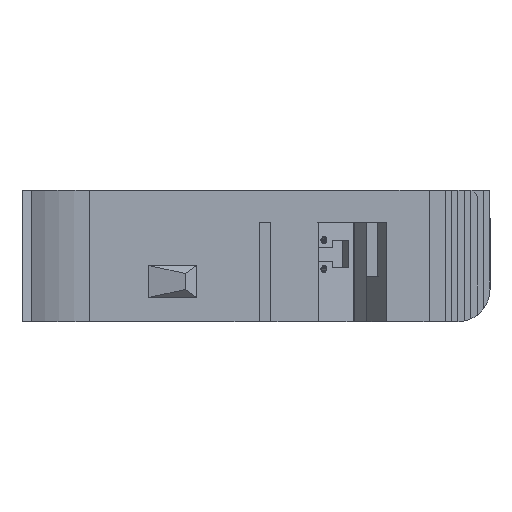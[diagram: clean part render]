
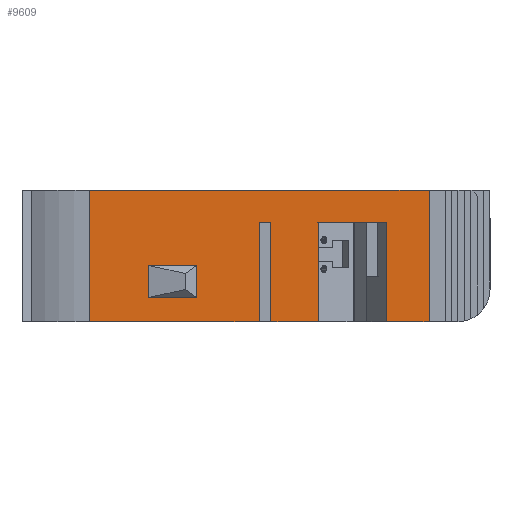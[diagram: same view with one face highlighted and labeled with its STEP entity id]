
A CAD part, left-side view. The second image highlights one B-rep face of the part: STEP entity #9609.
In plain terms, the highlighted planar face has unit normal (-1, 0, 0).
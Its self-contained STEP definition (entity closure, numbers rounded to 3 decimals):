
#40=FACE_BOUND('',#2144,.T.);
#1574=FACE_OUTER_BOUND('',#2143,.T.);
#2143=EDGE_LOOP('',(#8220,#8221,#8222,#8223,#8224,#8225,#8226,#8227,#8228,
#8229,#8230,#8231,#8232,#8233,#8234,#8235));
#2144=EDGE_LOOP('',(#8236,#8237,#8238,#8239));
#2804=LINE('',#20655,#3496);
#2821=LINE('',#20689,#3513);
#2823=LINE('',#20692,#3515);
#2825=LINE('',#20698,#3517);
#2828=LINE('',#20704,#3520);
#2829=LINE('',#20705,#3521);
#2830=LINE('',#20707,#3522);
#2831=LINE('',#20709,#3523);
#2832=LINE('',#20711,#3524);
#2833=LINE('',#20712,#3525);
#2834=LINE('',#20714,#3526);
#2835=LINE('',#20715,#3527);
#2836=LINE('',#20717,#3528);
#2837=LINE('',#20719,#3529);
#2838=LINE('',#20721,#3530);
#2839=LINE('',#20722,#3531);
#2840=LINE('',#20725,#3532);
#2841=LINE('',#20727,#3533);
#2842=LINE('',#20729,#3534);
#2843=LINE('',#20730,#3535);
#3496=VECTOR('',#12661,10.);
#3513=VECTOR('',#12686,10.);
#3515=VECTOR('',#12690,10.);
#3517=VECTOR('',#12696,10.);
#3520=VECTOR('',#12701,10.);
#3521=VECTOR('',#12702,1.);
#3522=VECTOR('',#12703,10.);
#3523=VECTOR('',#12704,1.);
#3524=VECTOR('',#12705,1.);
#3525=VECTOR('',#12706,10.);
#3526=VECTOR('',#12707,10.);
#3527=VECTOR('',#12708,10.);
#3528=VECTOR('',#12709,10.);
#3529=VECTOR('',#12710,10.);
#3530=VECTOR('',#12711,10.);
#3531=VECTOR('',#12712,10.);
#3532=VECTOR('',#12713,1.);
#3533=VECTOR('',#12714,1.);
#3534=VECTOR('',#12715,1.);
#3535=VECTOR('',#12716,1.);
#4396=VERTEX_POINT('',#20652);
#4397=VERTEX_POINT('',#20654);
#4400=VERTEX_POINT('',#20662);
#4407=VERTEX_POINT('',#20679);
#4410=VERTEX_POINT('',#20688);
#4411=VERTEX_POINT('',#20696);
#4412=VERTEX_POINT('',#20697);
#4413=VERTEX_POINT('',#20702);
#4414=VERTEX_POINT('',#20703);
#4415=VERTEX_POINT('',#20706);
#4416=VERTEX_POINT('',#20708);
#4417=VERTEX_POINT('',#20710);
#4418=VERTEX_POINT('',#20713);
#4419=VERTEX_POINT('',#20716);
#4420=VERTEX_POINT('',#20718);
#4421=VERTEX_POINT('',#20720);
#4422=VERTEX_POINT('',#20723);
#4423=VERTEX_POINT('',#20724);
#4424=VERTEX_POINT('',#20726);
#4425=VERTEX_POINT('',#20728);
#5734=EDGE_CURVE('',#4397,#4396,#2804,.T.);
#5751=EDGE_CURVE('',#4410,#4407,#2821,.T.);
#5753=EDGE_CURVE('',#4400,#4407,#2823,.T.);
#5755=EDGE_CURVE('',#4411,#4412,#2825,.T.);
#5758=EDGE_CURVE('',#4413,#4414,#2828,.T.);
#5759=EDGE_CURVE('',#4414,#4412,#2829,.T.);
#5760=EDGE_CURVE('',#4411,#4415,#2830,.T.);
#5761=EDGE_CURVE('',#4415,#4416,#2831,.T.);
#5762=EDGE_CURVE('',#4416,#4417,#2832,.T.);
#5763=EDGE_CURVE('',#4417,#4410,#2833,.T.);
#5764=EDGE_CURVE('',#4400,#4418,#2834,.T.);
#5765=EDGE_CURVE('',#4418,#4397,#2835,.T.);
#5766=EDGE_CURVE('',#4419,#4396,#2836,.T.);
#5767=EDGE_CURVE('',#4420,#4419,#2837,.T.);
#5768=EDGE_CURVE('',#4420,#4421,#2838,.T.);
#5769=EDGE_CURVE('',#4421,#4413,#2839,.T.);
#5770=EDGE_CURVE('',#4422,#4423,#2840,.T.);
#5771=EDGE_CURVE('',#4423,#4424,#2841,.T.);
#5772=EDGE_CURVE('',#4424,#4425,#2842,.T.);
#5773=EDGE_CURVE('',#4425,#4422,#2843,.T.);
#8220=ORIENTED_EDGE('',*,*,#5758,.T.);
#8221=ORIENTED_EDGE('',*,*,#5759,.T.);
#8222=ORIENTED_EDGE('',*,*,#5755,.F.);
#8223=ORIENTED_EDGE('',*,*,#5760,.T.);
#8224=ORIENTED_EDGE('',*,*,#5761,.T.);
#8225=ORIENTED_EDGE('',*,*,#5762,.T.);
#8226=ORIENTED_EDGE('',*,*,#5763,.T.);
#8227=ORIENTED_EDGE('',*,*,#5751,.T.);
#8228=ORIENTED_EDGE('',*,*,#5753,.F.);
#8229=ORIENTED_EDGE('',*,*,#5764,.T.);
#8230=ORIENTED_EDGE('',*,*,#5765,.T.);
#8231=ORIENTED_EDGE('',*,*,#5734,.T.);
#8232=ORIENTED_EDGE('',*,*,#5766,.F.);
#8233=ORIENTED_EDGE('',*,*,#5767,.F.);
#8234=ORIENTED_EDGE('',*,*,#5768,.T.);
#8235=ORIENTED_EDGE('',*,*,#5769,.T.);
#8236=ORIENTED_EDGE('',*,*,#5770,.T.);
#8237=ORIENTED_EDGE('',*,*,#5771,.T.);
#8238=ORIENTED_EDGE('',*,*,#5772,.T.);
#8239=ORIENTED_EDGE('',*,*,#5773,.T.);
#9117=PLANE('',#10472);
#9609=ADVANCED_FACE('',(#1574,#40),#9117,.T.);
#10472=AXIS2_PLACEMENT_3D('',#20701,#12699,#12700);
#12661=DIRECTION('',(0.,-1.,0.));
#12686=DIRECTION('',(0.,-1.,0.));
#12690=DIRECTION('',(0.,1.,0.));
#12696=DIRECTION('',(0.,0.,-1.));
#12699=DIRECTION('center_axis',(-1.,0.,0.));
#12700=DIRECTION('ref_axis',(0.,0.,
1.));
#12701=DIRECTION('',(0.,0.,-1.));
#12702=DIRECTION('',(0.,-1.,0.));
#12703=DIRECTION('',(0.,1.,0.));
#12704=DIRECTION('',(0.,0.,-1.));
#12705=DIRECTION('',(0.,-1.,0.));
#12706=DIRECTION('',(0.,0.,1.));
#12707=DIRECTION('',(0.,-1.,0.));
#12708=DIRECTION('',(0.,0.,-1.));
#12709=DIRECTION('',(0.,0.,1.));
#12710=DIRECTION('',(0.,1.,0.));
#12711=DIRECTION('',(0.,0.,1.));
#12712=DIRECTION('',(0.,-1.,0.));
#12713=DIRECTION('',(0.,0.,1.));
#12714=DIRECTION('',(0.,-1.,0.));
#12715=DIRECTION('',(0.,0.,-1.));
#12716=DIRECTION('',(0.,1.,0.));
#20652=CARTESIAN_POINT('',(-61.752,-5.194,27.885));
#20654=CARTESIAN_POINT('',(-61.752,-5.193,27.885));
#20655=CARTESIAN_POINT('',(-61.752,-41.462,27.885));
#20662=CARTESIAN_POINT('',(-61.752,-5.191,31.));
#20679=CARTESIAN_POINT('',(-61.752,-5.184,31.));
#20688=CARTESIAN_POINT('',(-61.752,-1.5,31.));
#20689=CARTESIAN_POINT('',(-61.752,-25.721,31.));
#20692=CARTESIAN_POINT('',(-61.752,-25.721,31.));
#20696=CARTESIAN_POINT('',(-61.752,-54.5,40.9));
#20697=CARTESIAN_POINT('',(-61.752,-54.5,0.));
#20698=CARTESIAN_POINT('',(-61.752,-54.5,0.));
#20701=CARTESIAN_POINT('Origin',(-61.752,-54.5,0.));
#20702=CARTESIAN_POINT('',(-61.752,-41.208,30.885));
#20703=CARTESIAN_POINT('',(-61.752,-41.208,0.));
#20704=CARTESIAN_POINT('',(-61.752,-41.208,13.942));
#20705=CARTESIAN_POINT('',(-61.752,-54.5,0.));
#20706=CARTESIAN_POINT('',(-61.752,51.5,40.9));
#20707=CARTESIAN_POINT('',(-61.752,-28.221,40.9));
#20708=CARTESIAN_POINT('',(-61.752,51.5,0.));
#20709=CARTESIAN_POINT('',(-61.752,51.5,0.));
#20710=CARTESIAN_POINT('',(-61.752,-1.5,0.));
#20711=CARTESIAN_POINT('',(-61.752,-54.5,0.));
#20712=CARTESIAN_POINT('',(-61.752,-1.5,0.));
#20713=CARTESIAN_POINT('',(-61.752,-5.193,31.));
#20714=CARTESIAN_POINT('',(-61.752,-25.721,31.));
#20715=CARTESIAN_POINT('',(-61.752,-5.193,0.));
#20716=CARTESIAN_POINT('',(-61.752,-5.194,0.));
#20717=CARTESIAN_POINT('',(-61.752,-5.194,27.885));
#20718=CARTESIAN_POINT('',(-61.752,-19.892,0.));
#20719=CARTESIAN_POINT('',(-61.752,-0.931,0.));
#20720=CARTESIAN_POINT('',(-61.752,-19.892,30.885));
#20721=CARTESIAN_POINT('',(-61.752,-19.892,13.942));
#20722=CARTESIAN_POINT('',(-61.752,-41.723,30.885));
#20723=CARTESIAN_POINT('',(-61.752,33.,7.5));
#20724=CARTESIAN_POINT('',(-61.752,33.,17.5));
#20725=CARTESIAN_POINT('',(-61.752,33.,7.5));
#20726=CARTESIAN_POINT('',(-61.752,18.,17.5));
#20727=CARTESIAN_POINT('',(-61.752,33.,17.5));
#20728=CARTESIAN_POINT('',(-61.752,18.,7.5));
#20729=CARTESIAN_POINT('',(-61.752,18.,17.5));
#20730=CARTESIAN_POINT('',(-61.752,18.,7.5));
